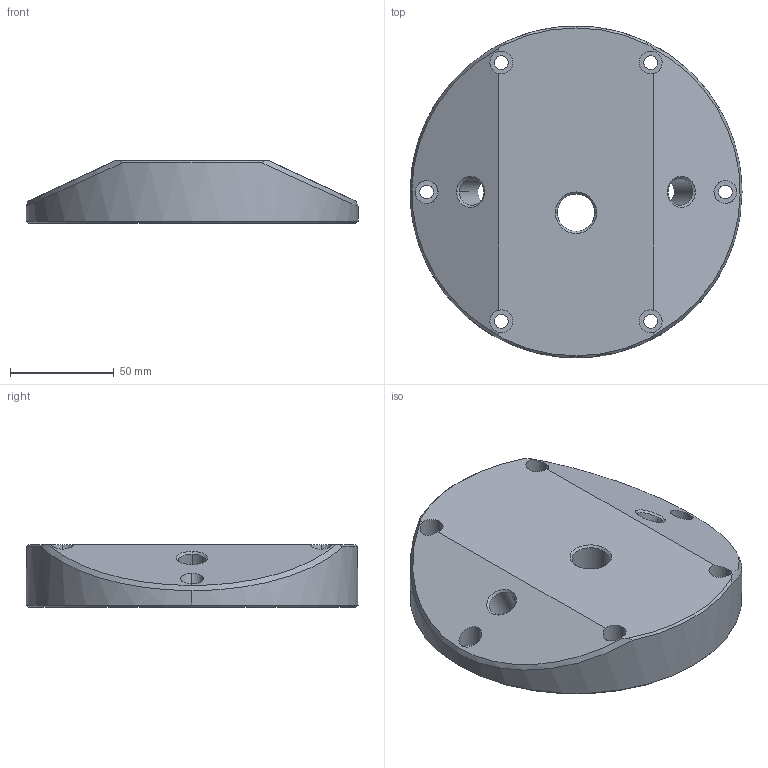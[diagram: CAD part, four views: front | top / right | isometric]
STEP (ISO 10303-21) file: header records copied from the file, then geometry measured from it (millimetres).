
FILE_DESCRIPTION (( 'STEP AP203' ), '1' );
FILE_NAME ('M1216 433 ouvercle commande-1.STEP', '2014-10-07T07:33:13', ( 'user' ), ( 'Hewlett-Packard Company' ), 'SwSTEP 2.0', 'SolidWorks 2014', '' );
FILE_SCHEMA (( 'CONFIG_CONTROL_DESIGN' ));
Length unit declared in the file: millimetre
Products named in the file (1): M1216 433 ouvercle commande-1
Bounding box: 160 x 160 x 30 mm (x, y, z)
Volume: 504648 mm3; surface area: 57838.4 mm2
Topology: 1 solids, 1 shells, 60 faces, 154 edges, 98 vertices
Faces by surface type: cylinder 32, cone 12, plane 10, bspline 6
Entity records: 4461 total; most frequent: CARTESIAN_POINT 2933, ORIENTED_EDGE 308, DIRECTION 294, EDGE_CURVE 154, AXIS2_PLACEMENT_3D 123, VERTEX_POINT 98, EDGE_LOOP 80, CIRCLE 68
